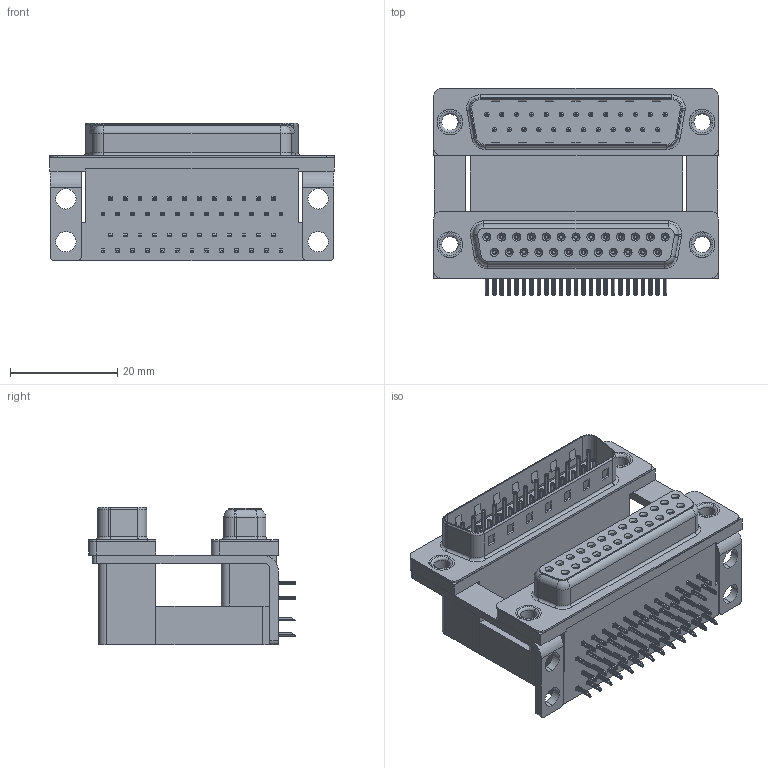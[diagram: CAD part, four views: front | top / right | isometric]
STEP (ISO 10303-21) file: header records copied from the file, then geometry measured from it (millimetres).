
FILE_DESCRIPTION (( 'STEP AP203' ), '1' );
FILE_NAME ('663-025-664-000.STEP', '2022-06-18T02:12:16', ( '' ), ( '' ), 'SwSTEP 2.0', 'SolidWorks 2020', '' );
FILE_SCHEMA (( 'CONFIG_CONTROL_DESIGN' ));
Length unit declared in the file: millimetre
Products named in the file (12): 663 Housing Upper_25 Contacts H; 663 Thru Hole Rivet; 663 Housing Lower_25 Contacts; 663 Contact Bottom Upper_H; 663 Contact Top Lower; 663 Housing Spacer_25 Contacts H; 663 Contact Top Upper_H; 663 Shell Receptacle_25 Contacts; 663 Shell Plug_25 Contacts; 663 Contact Bottom Lower; 663 Mounting Bracket_NoneH; 663-025-664-000
Assembly tree (61 placements, depth 2):
  663-025-664-000
    663 Housing Lower_25 Contacts
    663 Housing Spacer_25 Contacts H
    663 Housing Upper_25 Contacts H
    663 Shell Receptacle_25 Contacts
    663 Shell Plug_25 Contacts
    663 Contact Bottom Lower  x12
    663 Contact Top Lower  x13
    663 Contact Bottom Upper_H  x12
    663 Contact Top Upper_H  x13
    663 Mounting Bracket_NoneH  x2
    663 Thru Hole Rivet  x4
Bounding box: 53.04 x 38.59 x 25.6 mm (x, y, z)
Volume: 23668.2 mm3; surface area: 24839.3 mm2
Topology: 61 solids, 61 shells, 6119 faces, 15721 edges, 9813 vertices
Faces by surface type: plane 3257, cylinder 1507, bspline 852, cone 300, torus 203
Entity records: 52351 total; most frequent: CARTESIAN_POINT 11748, ORIENTED_EDGE 7878, DIRECTION 7582, EDGE_CURVE 3939, LINE 2886, VECTOR 2886, VERTEX_POINT 2529, AXIS2_PLACEMENT_3D 2348
